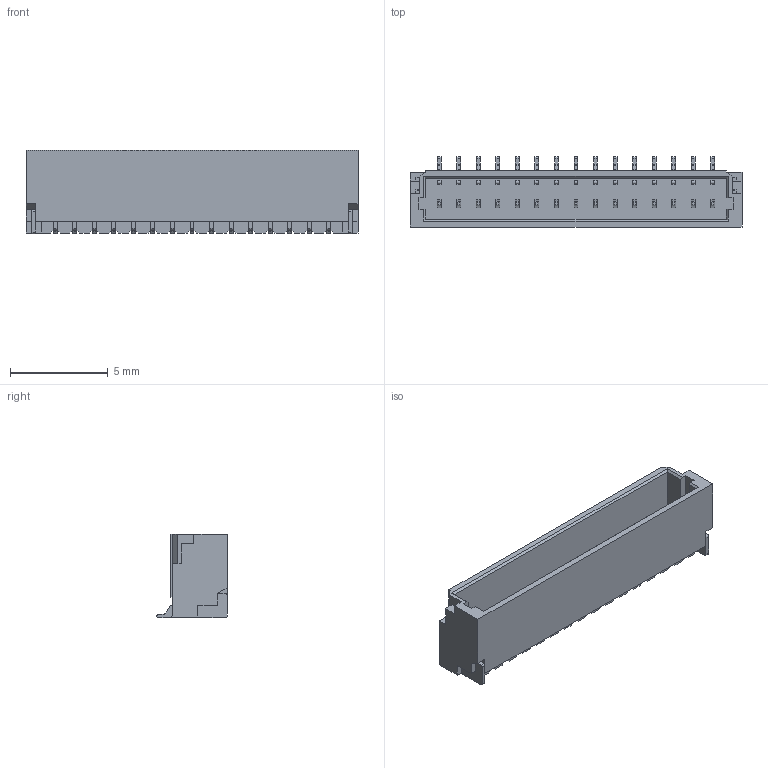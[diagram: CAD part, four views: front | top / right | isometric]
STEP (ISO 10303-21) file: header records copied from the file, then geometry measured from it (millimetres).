
FILE_DESCRIPTION(('STEP AP214'), '1');
FILE_NAME('BMxB-SRSS-TB', '', ('UNSPECIFIED'), ('UNSPECIFIED'), 'ASCON STEP Converter 1.6', 'ASCON Math Kernel', '');
FILE_SCHEMA(('AUTOMOTIVE_DESIGN { 1 0 10303 214 3 1 1}'));
Length unit declared in the file: millimetre
Bounding box: 17 x 3.6 x 4.3 mm (x, y, z)
Volume: 101.9 mm3; surface area: 540.9 mm2
Topology: 18 solids, 18 shells, 680 faces, 2013 edges, 1340 vertices
Faces by surface type: plane 569, cylinder 111
Entity records: 28153 total; most frequent: CARTESIAN_POINT 4034, ORIENTED_EDGE 4026, DIRECTION 3597, EDGE_CURVE 2013, LINE 1791, VECTOR 1791, VERTEX_POINT 1340, AXIS2_PLACEMENT_3D 903
